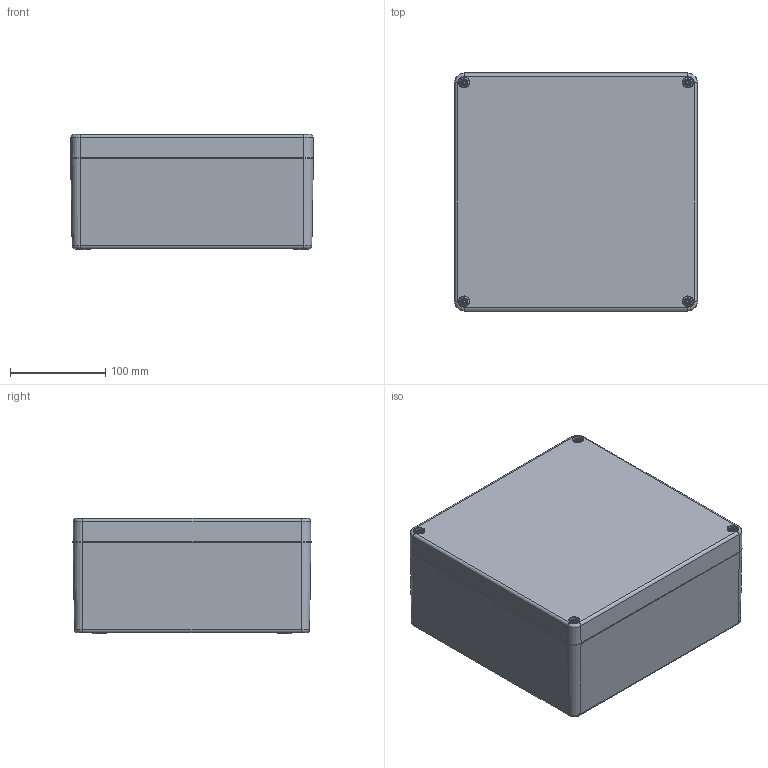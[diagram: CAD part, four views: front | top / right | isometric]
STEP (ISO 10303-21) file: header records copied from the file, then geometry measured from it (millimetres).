
FILE_DESCRIPTION((''),'2;1');
FILE_NAME('3211101660-MBP-Ex-leer_252512_VE.stp','2014-05-16T13:26:45',('robin.rentz'),(''),'Autodesk Inventor 2012','Autodesk Inventor 2012','');
FILE_SCHEMA(('AUTOMOTIVE_DESIGN { 1 0 10303 214 1 1 1 1 }'));
Length unit declared in the file: millimetre
Products named in the file (5): 3211101660-MBP-Ex-leer_252512_VE; 3211101660-UT_252512_VE; 3211101660-OT_252512_VE; Schraube BM 6x30; xxx-O-Ring-MBP_252512
Assembly tree (7 placements, depth 2):
  3211101660-MBP-Ex-leer_252512_VE
    3211101660-UT_252512_VE
    3211101660-OT_252512_VE
    Schraube BM 6x30  x4
    xxx-O-Ring-MBP_252512
Bounding box: 254.99 x 249.99 x 121 mm (x, y, z)
Volume: 1579751.1 mm3; surface area: 510462.9 mm2
Topology: 7 solids, 7 shells, 1246 faces, 3154 edges, 1976 vertices
Faces by surface type: plane 400, bspline 249, torus 227, cylinder 202, cone 164, sphere 4
Full cylindrical faces by diameter (mm): 4.917 x10, 5 x4, 6 x8, 7.5 x4, 10 x4, 11 x4
Entity records: 35204 total; most frequent: CARTESIAN_POINT 9950, ORIENTED_EDGE 5396, DIRECTION 4728, EDGE_CURVE 2698, VERTEX_POINT 1745, AXIS2_PLACEMENT_3D 1704, VECTOR 1320, LINE 1320
